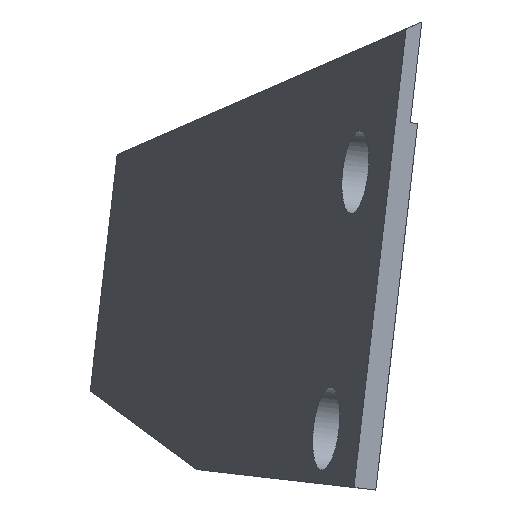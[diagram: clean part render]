
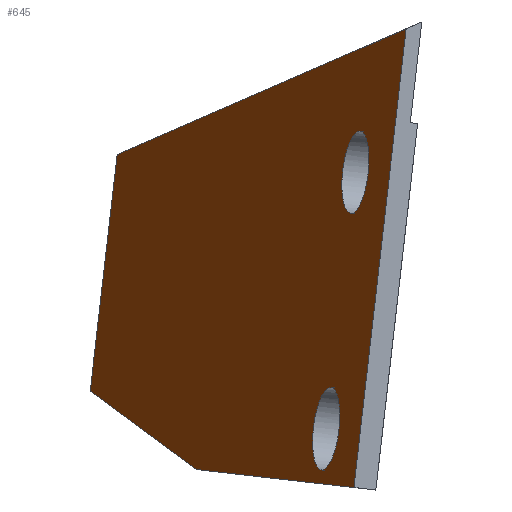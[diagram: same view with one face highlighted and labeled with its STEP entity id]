
A CAD part, left-side view. The second image highlights one B-rep face of the part: STEP entity #645.
In plain terms, the highlighted planar face has unit normal (-0.294, 0.95, 0.108).
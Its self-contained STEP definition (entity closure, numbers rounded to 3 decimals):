
#16=ELLIPSE('',#700,2.354,2.25);
#18=ELLIPSE('',#710,2.354,2.25);
#30=FACE_BOUND('',#129,.T.);
#31=FACE_BOUND('',#130,.T.);
#49=PLANE('',#715);
#81=FACE_OUTER_BOUND('',#128,.T.);
#128=EDGE_LOOP('',(#545,#546,#547,#548,#549));
#129=EDGE_LOOP('',(#550));
#130=EDGE_LOOP('',(#551));
#188=LINE('',#1050,#255);
#189=LINE('',#1052,#256);
#190=LINE('',#1054,#257);
#191=LINE('',#1056,#258);
#192=LINE('',#1057,#259);
#255=VECTOR('',#863,10.);
#256=VECTOR('',#864,10.);
#257=VECTOR('',#865,10.);
#258=VECTOR('',#866,10.);
#259=VECTOR('',#867,10.);
#328=VERTEX_POINT('',#1010);
#334=VERTEX_POINT('',#1028);
#342=VERTEX_POINT('',#1048);
#343=VERTEX_POINT('',#1049);
#344=VERTEX_POINT('',#1051);
#345=VERTEX_POINT('',#1053);
#346=VERTEX_POINT('',#1055);
#399=EDGE_CURVE('',#328,#328,#16,.T.);
#407=EDGE_CURVE('',#334,#334,#18,.T.);
#416=EDGE_CURVE('',#342,#343,#188,.T.);
#417=EDGE_CURVE('',#344,#342,#189,.T.);
#418=EDGE_CURVE('',#344,#345,#190,.T.);
#419=EDGE_CURVE('',#346,#345,#191,.T.);
#420=EDGE_CURVE('',#343,#346,#192,.T.);
#545=ORIENTED_EDGE('',*,*,#416,.F.);
#546=ORIENTED_EDGE('',*,*,#417,.F.);
#547=ORIENTED_EDGE('',*,*,#418,.T.);
#548=ORIENTED_EDGE('',*,*,#419,.F.);
#549=ORIENTED_EDGE('',*,*,#420,.F.);
#550=ORIENTED_EDGE('',*,*,#399,.T.);
#551=ORIENTED_EDGE('',*,*,#407,.T.);
#645=ADVANCED_FACE('',(#81,#30,#31),#49,.F.);
#700=AXIS2_PLACEMENT_3D('',#1011,#823,#824);
#710=AXIS2_PLACEMENT_3D('',#1029,#845,#846);
#715=AXIS2_PLACEMENT_3D('',#1047,#861,#862);
#823=DIRECTION('center_axis',(0.294,-0.95,-0.108));
#824=DIRECTION('ref_axis',(-0.956,-0.292,-0.033));
#845=DIRECTION('center_axis',(0.294,-0.95,-0.108));
#846=DIRECTION('ref_axis',(-0.956,-0.292,-0.033));
#861=DIRECTION('center_axis',(0.294,-0.95,-0.108));
#862=DIRECTION('ref_axis',(0.956,0.292,0.033));
#863=DIRECTION('',(0.942,0.269,0.199));
#864=DIRECTION('',(0.956,0.292,0.033));
#865=DIRECTION('',(0.,-0.113,0.994));
#866=DIRECTION('',(-0.942,-0.307,0.134));
#867=DIRECTION('',(0.,-0.113,0.994));
#1010=CARTESIAN_POINT('',(165.125,112.617,5.784));
#1011=CARTESIAN_POINT('Origin',(162.875,111.929,5.706));
#1028=CARTESIAN_POINT('',(165.125,111.032,19.694));
#1029=CARTESIAN_POINT('Origin',(162.875,110.344,19.616));
#1047=CARTESIAN_POINT('Origin',(156.849,110.425,2.515));
#1048=CARTESIAN_POINT('',(184.796,118.974,3.489));
#1049=CARTESIAN_POINT('',(204.923,124.725,7.745));
#1050=CARTESIAN_POINT('',(233.118,132.782,13.707));
#1051=CARTESIAN_POINT('',(156.849,110.425,2.515));
#1052=CARTESIAN_POINT('',(233.134,133.759,5.174));
#1053=CARTESIAN_POINT('',(156.849,107.591,27.392));
#1054=CARTESIAN_POINT('',(156.849,110.425,2.515));
#1055=CARTESIAN_POINT('',(204.923,123.263,20.578));
#1056=CARTESIAN_POINT('',(235.831,133.339,16.196));
#1057=CARTESIAN_POINT('',(204.923,124.564,9.158));
